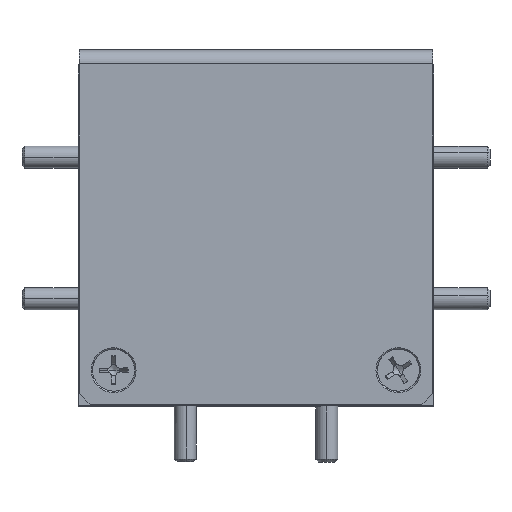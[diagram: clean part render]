
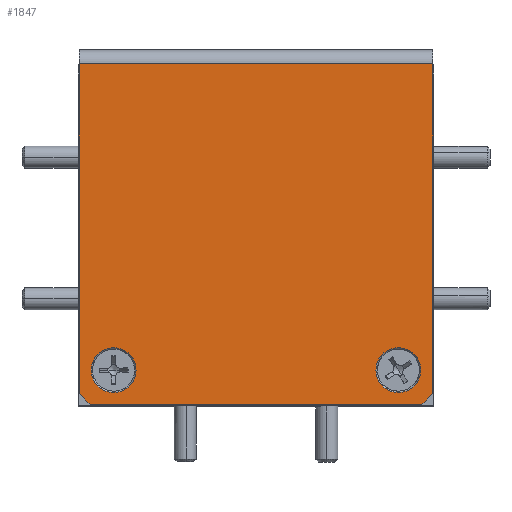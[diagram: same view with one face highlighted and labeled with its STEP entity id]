
A CAD part, top view. The second image highlights one B-rep face of the part: STEP entity #1847.
In plain terms, the highlighted planar face has unit normal (0, 0, 1).
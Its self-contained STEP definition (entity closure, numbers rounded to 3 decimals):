
#56 = AXIS2_PLACEMENT_3D ( 'NONE', #9473, #6251, #428 ) ;
#405 = VECTOR ( 'NONE', #3827, 1000. ) ;
#428 = DIRECTION ( 'NONE',  ( 1., 0., 0. ) ) ;
#713 = VERTEX_POINT ( 'NONE', #10601 ) ;
#825 = DIRECTION ( 'NONE',  ( 0., -1., 0. ) ) ;
#1044 = EDGE_CURVE ( 'NONE', #8993, #713, #3864, .T. ) ;
#1645 = DIRECTION ( 'NONE',  ( 0., 1., 0. ) ) ;
#1767 = CARTESIAN_POINT ( 'NONE',  ( 9.069, -28.069, 0. ) ) ;
#1847 = ADVANCED_FACE ( 'NONE', ( #9113, #5731, #7972 ), #12503, .T. ) ;
#2062 = CARTESIAN_POINT ( 'NONE',  ( -10.16, -22.86, 0. ) ) ;
#2310 = EDGE_LOOP ( 'NONE', ( #8310, #5177, #6619, #3498, #7374, #5949 ) ) ;
#2388 = VERTEX_POINT ( 'NONE', #10976 ) ;
#2410 = CARTESIAN_POINT ( 'NONE',  ( 12.6, -1., 0. ) ) ;
#2824 = VERTEX_POINT ( 'NONE', #2410 ) ;
#2924 = EDGE_LOOP ( 'NONE', ( #12305, #3210 ) ) ;
#2984 = VECTOR ( 'NONE', #11682, 1000. ) ;
#3177 = DIRECTION ( 'NONE',  ( 1., 0., 0. ) ) ;
#3210 = ORIENTED_EDGE ( 'NONE', *, *, #3895, .T. ) ;
#3277 = CARTESIAN_POINT ( 'NONE',  ( -12.6, -24.538, 0. ) ) ;
#3498 = ORIENTED_EDGE ( 'NONE', *, *, #9404, .F. ) ;
#3752 = CARTESIAN_POINT ( 'NONE',  ( 8.56, -22.86, 0. ) ) ;
#3827 = DIRECTION ( 'NONE',  ( -0.707, 0.707, 0. ) ) ;
#3864 = LINE ( 'NONE', #1767, #5007 ) ;
#3895 = EDGE_CURVE ( 'NONE', #13394, #12345, #13877, .T. ) ;
#4104 = EDGE_CURVE ( 'NONE', #12345, #13394, #10325, .T. ) ;
#4373 = AXIS2_PLACEMENT_3D ( 'NONE', #10938, #13171, #3177 ) ;
#4447 = VECTOR ( 'NONE', #825, 1000. ) ;
#4820 = LINE ( 'NONE', #8185, #2984 ) ;
#5007 = VECTOR ( 'NONE', #5203, 1000. ) ;
#5087 = LINE ( 'NONE', #8618, #405 ) ;
#5177 = ORIENTED_EDGE ( 'NONE', *, *, #7942, .F. ) ;
#5203 = DIRECTION ( 'NONE',  ( -0.707, -0.707, 0. ) ) ;
#5230 = VERTEX_POINT ( 'NONE', #9829 ) ;
#5590 = DIRECTION ( 'NONE',  ( 1., 0., 0. ) ) ;
#5731 = FACE_BOUND ( 'NONE', #2924, .T. ) ;
#5794 = DIRECTION ( 'NONE',  ( 1., 0., 0. ) ) ;
#5949 = ORIENTED_EDGE ( 'NONE', *, *, #6743, .T. ) ;
#6251 = DIRECTION ( 'NONE',  ( 0., 0., -1. ) ) ;
#6358 = DIRECTION ( 'NONE',  ( 1., 0., 0. ) ) ;
#6509 = LINE ( 'NONE', #14474, #4447 ) ;
#6580 = LINE ( 'NONE', #14678, #9479 ) ;
#6619 = ORIENTED_EDGE ( 'NONE', *, *, #11482, .F. ) ;
#6733 = VERTEX_POINT ( 'NONE', #9465 ) ;
#6743 = EDGE_CURVE ( 'NONE', #6733, #713, #4820, .T. ) ;
#6797 = CARTESIAN_POINT ( 'NONE',  ( -11.76, -22.86, 0. ) ) ;
#7327 = CIRCLE ( 'NONE', #7563, 1.6 ) ;
#7374 = ORIENTED_EDGE ( 'NONE', *, *, #7764, .F. ) ;
#7406 = CARTESIAN_POINT ( 'NONE',  ( -10.16, -22.86, 0. ) ) ;
#7563 = AXIS2_PLACEMENT_3D ( 'NONE', #7406, #9871, #6358 ) ;
#7632 = AXIS2_PLACEMENT_3D ( 'NONE', #2062, #7816, #11228 ) ;
#7764 = EDGE_CURVE ( 'NONE', #6733, #11581, #5087, .T. ) ;
#7816 = DIRECTION ( 'NONE',  ( 0., 0., -1. ) ) ;
#7942 = EDGE_CURVE ( 'NONE', #2824, #8993, #6509, .T. ) ;
#7972 = FACE_BOUND ( 'NONE', #10379, .T. ) ;
#8043 = CARTESIAN_POINT ( 'NONE',  ( 0., -25.3, 0. ) ) ;
#8124 = DIRECTION ( 'NONE',  ( 0., 0., 1. ) ) ;
#8185 = CARTESIAN_POINT ( 'NONE',  ( 0., -25.3, 0. ) ) ;
#8289 = CARTESIAN_POINT ( 'NONE',  ( 11.76, -22.86, 0. ) ) ;
#8310 = ORIENTED_EDGE ( 'NONE', *, *, #1044, .F. ) ;
#8603 = CARTESIAN_POINT ( 'NONE',  ( -12.6, -1., 0. ) ) ;
#8618 = CARTESIAN_POINT ( 'NONE',  ( -9.069, -28.069, 0. ) ) ;
#8993 = VERTEX_POINT ( 'NONE', #9735 ) ;
#9113 = FACE_OUTER_BOUND ( 'NONE', #2310, .T. ) ;
#9404 = EDGE_CURVE ( 'NONE', #11581, #2388, #10879, .T. ) ;
#9413 = VECTOR ( 'NONE', #1645, 1000. ) ;
#9465 = CARTESIAN_POINT ( 'NONE',  ( -11.838, -25.3, 0. ) ) ;
#9473 = CARTESIAN_POINT ( 'NONE',  ( 10.16, -22.86, 0. ) ) ;
#9479 = VECTOR ( 'NONE', #5590, 1000. ) ;
#9735 = CARTESIAN_POINT ( 'NONE',  ( 12.6, -24.538, 0. ) ) ;
#9780 = AXIS2_PLACEMENT_3D ( 'NONE', #8043, #8124, #5794 ) ;
#9829 = CARTESIAN_POINT ( 'NONE',  ( -8.56, -22.86, 0. ) ) ;
#9871 = DIRECTION ( 'NONE',  ( 0., 0., -1. ) ) ;
#10325 = CIRCLE ( 'NONE', #4373, 1.6 ) ;
#10379 = EDGE_LOOP ( 'NONE', ( #11684, #10957 ) ) ;
#10601 = CARTESIAN_POINT ( 'NONE',  ( 11.838, -25.3, 0. ) ) ;
#10879 = LINE ( 'NONE', #8603, #9413 ) ;
#10938 = CARTESIAN_POINT ( 'NONE',  ( 10.16, -22.86, 0. ) ) ;
#10957 = ORIENTED_EDGE ( 'NONE', *, *, #14018, .T. ) ;
#10976 = CARTESIAN_POINT ( 'NONE',  ( -12.6, -1., 0. ) ) ;
#11160 = EDGE_CURVE ( 'NONE', #5230, #14362, #7327, .T. ) ;
#11190 = CIRCLE ( 'NONE', #7632, 1.6 ) ;
#11228 = DIRECTION ( 'NONE',  ( 1., 0., 0. ) ) ;
#11482 = EDGE_CURVE ( 'NONE', #2388, #2824, #6580, .T. ) ;
#11581 = VERTEX_POINT ( 'NONE', #3277 ) ;
#11682 = DIRECTION ( 'NONE',  ( 1., 0., 0. ) ) ;
#11684 = ORIENTED_EDGE ( 'NONE', *, *, #11160, .T. ) ;
#12305 = ORIENTED_EDGE ( 'NONE', *, *, #4104, .T. ) ;
#12345 = VERTEX_POINT ( 'NONE', #8289 ) ;
#12503 = PLANE ( 'NONE',  #9780 ) ;
#13171 = DIRECTION ( 'NONE',  ( 0., 0., -1. ) ) ;
#13394 = VERTEX_POINT ( 'NONE', #3752 ) ;
#13877 = CIRCLE ( 'NONE', #56, 1.6 ) ;
#14018 = EDGE_CURVE ( 'NONE', #14362, #5230, #11190, .T. ) ;
#14362 = VERTEX_POINT ( 'NONE', #6797 ) ;
#14474 = CARTESIAN_POINT ( 'NONE',  ( 12.6, -1., 0. ) ) ;
#14678 = CARTESIAN_POINT ( 'NONE',  ( 0., -1., 0. ) ) ;
